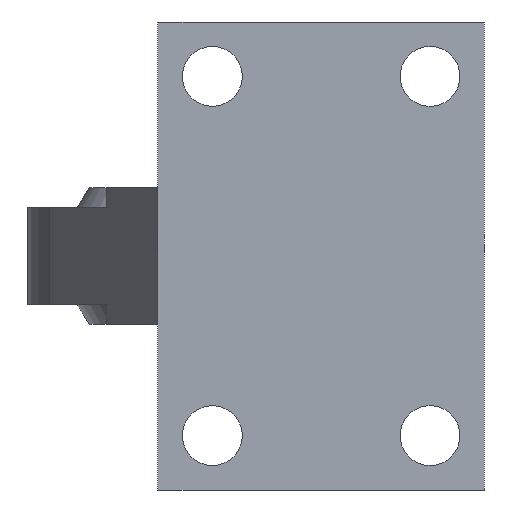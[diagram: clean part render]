
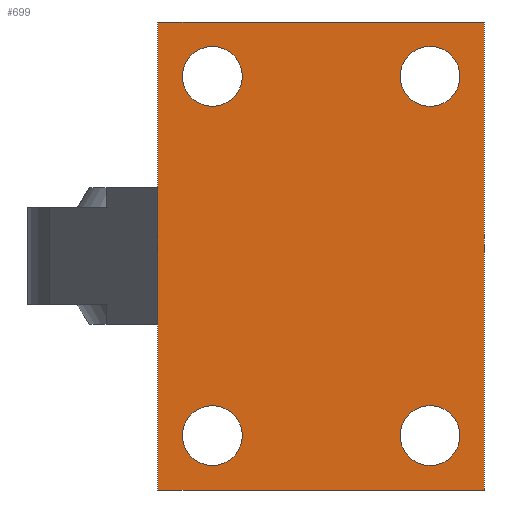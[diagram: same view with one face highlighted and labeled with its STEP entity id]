
A CAD part, front view. The second image highlights one B-rep face of the part: STEP entity #699.
In plain terms, the highlighted planar face has unit normal (0, -1, 0).
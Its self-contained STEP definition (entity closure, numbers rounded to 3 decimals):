
#29=CIRCLE('',#771,5.5);
#30=CIRCLE('',#772,5.5);
#31=CIRCLE('',#773,5.5);
#32=CIRCLE('',#774,5.5);
#57=PLANE('',#770);
#119=LINE('',#1181,#169);
#121=LINE('',#1193,#171);
#122=LINE('',#1195,#172);
#123=LINE('',#1197,#173);
#169=VECTOR('',#914,1000.);
#171=VECTOR('',#926,1000.);
#172=VECTOR('',#927,1000.);
#173=VECTOR('',#928,1000.);
#262=ORIENTED_EDGE('',*,*,#432,.F.);
#263=ORIENTED_EDGE('',*,*,#433,.F.);
#264=ORIENTED_EDGE('',*,*,#434,.F.);
#265=ORIENTED_EDGE('',*,*,#435,.F.);
#266=ORIENTED_EDGE('',*,*,#436,.T.);
#267=ORIENTED_EDGE('',*,*,#437,.F.);
#268=ORIENTED_EDGE('',*,*,#438,.F.);
#269=ORIENTED_EDGE('',*,*,#430,.T.);
#430=EDGE_CURVE('',#510,#509,#119,.T.);
#432=EDGE_CURVE('',#511,#511,#29,.F.);
#433=EDGE_CURVE('',#512,#512,#30,.F.);
#434=EDGE_CURVE('',#513,#513,#31,.F.);
#435=EDGE_CURVE('',#514,#514,#32,.F.);
#436=EDGE_CURVE('',#509,#515,#121,.T.);
#437=EDGE_CURVE('',#516,#515,#122,.T.);
#438=EDGE_CURVE('',#510,#516,#123,.T.);
#509=VERTEX_POINT('',#1180);
#510=VERTEX_POINT('',#1182);
#511=VERTEX_POINT('',#1186);
#512=VERTEX_POINT('',#1188);
#513=VERTEX_POINT('',#1190);
#514=VERTEX_POINT('',#1192);
#515=VERTEX_POINT('',#1194);
#516=VERTEX_POINT('',#1196);
#551=EDGE_LOOP('',(#262));
#552=EDGE_LOOP('',(#263));
#553=EDGE_LOOP('',(#264));
#554=EDGE_LOOP('',(#265));
#555=EDGE_LOOP('',(#266,#267,#268,#269));
#617=FACE_BOUND('',#551,.T.);
#618=FACE_BOUND('',#552,.T.);
#619=FACE_BOUND('',#553,.T.);
#620=FACE_BOUND('',#554,.T.);
#621=FACE_BOUND('',#555,.T.);
#699=ADVANCED_FACE('',(#617,#618,#619,#620,#621),#57,.F.);
#770=AXIS2_PLACEMENT_3D('',#1184,#916,#917);
#771=AXIS2_PLACEMENT_3D('',#1185,#918,#919);
#772=AXIS2_PLACEMENT_3D('',#1187,#920,#921);
#773=AXIS2_PLACEMENT_3D('',#1189,#922,#923);
#774=AXIS2_PLACEMENT_3D('',#1191,#924,#925);
#914=DIRECTION('',(0.,0.,-1.));
#916=DIRECTION('',(0.,1.,0.));
#917=DIRECTION('',(0.,0.,1.));
#918=DIRECTION('',(0.,1.,0.));
#919=DIRECTION('',(0.,0.,1.));
#920=DIRECTION('',(0.,1.,0.));
#921=DIRECTION('',(0.,0.,1.));
#922=DIRECTION('',(0.,1.,0.));
#923=DIRECTION('',(0.,0.,1.));
#924=DIRECTION('',(0.,1.,0.));
#925=DIRECTION('',(0.,0.,1.));
#926=DIRECTION('',(1.,0.,0.));
#927=DIRECTION('',(0.,0.,-1.));
#928=DIRECTION('',(1.,0.,0.));
#1180=CARTESIAN_POINT('',(-30.,0.,-43.));
#1181=CARTESIAN_POINT('',(-30.,0.,43.));
#1182=CARTESIAN_POINT('',(-30.,0.,43.));
#1184=CARTESIAN_POINT('',(-30.,0.,43.));
#1185=CARTESIAN_POINT('',(20.,0.,-33.));
#1186=CARTESIAN_POINT('',(20.,0.,-27.5));
#1187=CARTESIAN_POINT('',(-20.,0.,-33.));
#1188=CARTESIAN_POINT('',(-20.,0.,-27.5));
#1189=CARTESIAN_POINT('',(-20.,0.,33.));
#1190=CARTESIAN_POINT('',(-20.,0.,38.5));
#1191=CARTESIAN_POINT('',(20.,0.,33.));
#1192=CARTESIAN_POINT('',(20.,0.,38.5));
#1193=CARTESIAN_POINT('',(-30.,0.,-43.));
#1194=CARTESIAN_POINT('',(30.,0.,-43.));
#1195=CARTESIAN_POINT('',(30.,0.,43.));
#1196=CARTESIAN_POINT('',(30.,0.,43.));
#1197=CARTESIAN_POINT('',(-30.,0.,43.));
